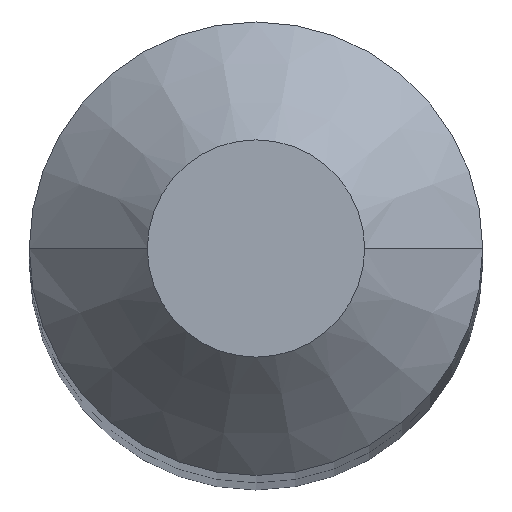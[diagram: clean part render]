
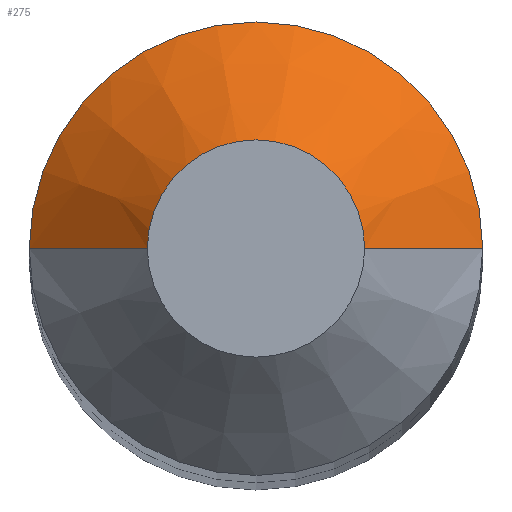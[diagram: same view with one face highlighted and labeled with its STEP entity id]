
A CAD part, top view. The second image highlights one B-rep face of the part: STEP entity #275.
In plain terms, the highlighted conical face has half-angle 45 degrees and reference radius 1.524 mm.
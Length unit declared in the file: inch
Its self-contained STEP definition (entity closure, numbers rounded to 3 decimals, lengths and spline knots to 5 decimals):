
#1 = FACE_OUTER_BOUND ( 'NONE', #307, .T. ) ;
#2 = CARTESIAN_POINT ( 'NONE',  ( 0., 0., -0.03125 ) ) ;
#17 = AXIS2_PLACEMENT_3D ( 'NONE', #359, #183, #92 ) ;
#40 = EDGE_CURVE ( 'NONE', #102, #95, #51, .T. ) ;
#44 = VECTOR ( 'NONE', #331, 39.37008 ) ;
#51 = CIRCLE ( 'NONE', #170, 0.06 ) ;
#72 = LINE ( 'NONE', #124, #93 ) ;
#92 = DIRECTION ( 'NONE',  ( 1., 0., 0. ) ) ;
#93 = VECTOR ( 'NONE', #191, 39.37008 ) ;
#95 = VERTEX_POINT ( 'NONE', #173 ) ;
#102 = VERTEX_POINT ( 'NONE', #292 ) ;
#109 = DIRECTION ( 'NONE',  ( 1., 0., 0. ) ) ;
#123 = DIRECTION ( 'NONE',  ( 0., 0., -1. ) ) ;
#124 = CARTESIAN_POINT ( 'NONE',  ( -0.06, 0., -0.03125 ) ) ;
#130 = CONICAL_SURFACE ( 'NONE', #353, 0.06, 0.785 ) ;
#132 = EDGE_CURVE ( 'NONE', #369, #256, #389, .T. ) ;
#134 = ORIENTED_EDGE ( 'NONE', *, *, #246, .T. ) ;
#153 = ORIENTED_EDGE ( 'NONE', *, *, #132, .F. ) ;
#170 = AXIS2_PLACEMENT_3D ( 'NONE', #261, #202, #109 ) ;
#173 = CARTESIAN_POINT ( 'NONE',  ( -0.06, 0., -0.03125 ) ) ;
#183 = DIRECTION ( 'NONE',  ( 0., 0., 1. ) ) ;
#191 = DIRECTION ( 'NONE',  ( -0.707, 0., -0.707 ) ) ;
#202 = DIRECTION ( 'NONE',  ( 0., 0., 1. ) ) ;
#214 = LINE ( 'NONE', #238, #44 ) ;
#238 = CARTESIAN_POINT ( 'NONE',  ( 0.06, 0., -0.03125 ) ) ;
#246 = EDGE_CURVE ( 'NONE', #369, #102, #214, .T. ) ;
#256 = VERTEX_POINT ( 'NONE', #298 ) ;
#261 = CARTESIAN_POINT ( 'NONE',  ( 0., 0., -0.03125 ) ) ;
#275 = ADVANCED_FACE ( 'NONE', ( #1 ), #130, .T. ) ;
#292 = CARTESIAN_POINT ( 'NONE',  ( 0.06, 0., -0.03125 ) ) ;
#298 = CARTESIAN_POINT ( 'NONE',  ( -0.02875, 0., 0. ) ) ;
#307 = EDGE_LOOP ( 'NONE', ( #153, #134, #380, #374 ) ) ;
#331 = DIRECTION ( 'NONE',  ( 0.707, 0., -0.707 ) ) ;
#343 = EDGE_CURVE ( 'NONE', #256, #95, #72, .T. ) ;
#348 = CARTESIAN_POINT ( 'NONE',  ( 0.02875, 0., 0. ) ) ;
#353 = AXIS2_PLACEMENT_3D ( 'NONE', #2, #123, #365 ) ;
#359 = CARTESIAN_POINT ( 'NONE',  ( 0., 0., 0. ) ) ;
#365 = DIRECTION ( 'NONE',  ( -1., 0., 0. ) ) ;
#369 = VERTEX_POINT ( 'NONE', #348 ) ;
#374 = ORIENTED_EDGE ( 'NONE', *, *, #343, .F. ) ;
#380 = ORIENTED_EDGE ( 'NONE', *, *, #40, .T. ) ;
#389 = CIRCLE ( 'NONE', #17, 0.02875 ) ;
